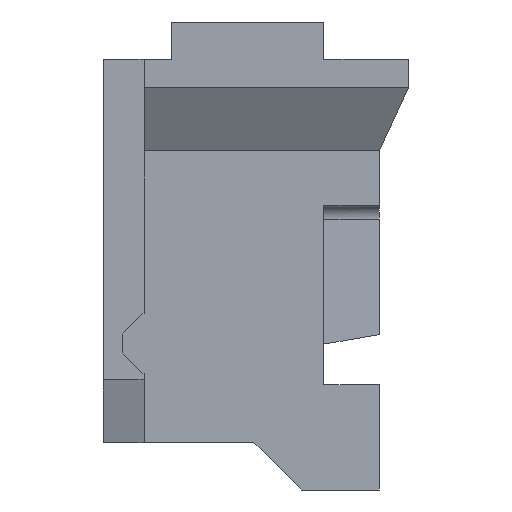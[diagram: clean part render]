
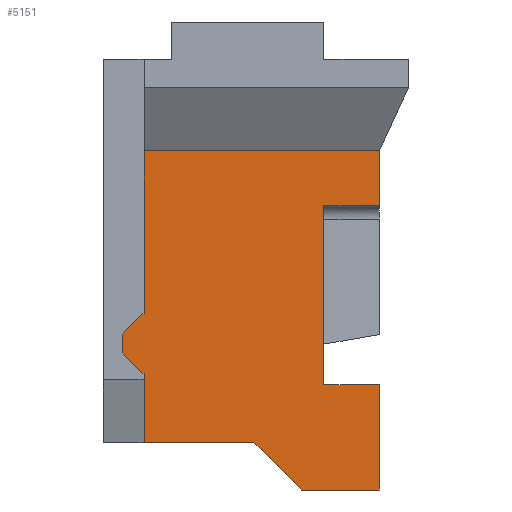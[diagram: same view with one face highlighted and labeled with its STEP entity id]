
A CAD part, left-side view. The second image highlights one B-rep face of the part: STEP entity #5151.
In plain terms, the highlighted planar face has unit normal (-1, 0, 0).
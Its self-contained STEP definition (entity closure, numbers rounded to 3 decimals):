
#180=ORIENTED_EDGE('',*,*,#1716,.F.);
#181=ORIENTED_EDGE('',*,*,#1717,.T.);
#182=ORIENTED_EDGE('',*,*,#1718,.T.);
#183=ORIENTED_EDGE('',*,*,#1709,.F.);
#184=ORIENTED_EDGE('',*,*,#1719,.F.);
#185=ORIENTED_EDGE('',*,*,#1720,.F.);
#186=ORIENTED_EDGE('',*,*,#1721,.T.);
#187=ORIENTED_EDGE('',*,*,#1635,.T.);
#188=ORIENTED_EDGE('',*,*,#1722,.F.);
#189=ORIENTED_EDGE('',*,*,#1723,.T.);
#190=ORIENTED_EDGE('',*,*,#1724,.T.);
#191=ORIENTED_EDGE('',*,*,#1662,.T.);
#192=ORIENTED_EDGE('',*,*,#1725,.F.);
#193=ORIENTED_EDGE('',*,*,#1713,.F.);
#194=ORIENTED_EDGE('',*,*,#1726,.F.);
#195=ORIENTED_EDGE('',*,*,#1727,.T.);
#1635=EDGE_CURVE('',#2399,#2405,#2897,.T.);
#1662=EDGE_CURVE('',#2433,#2432,#2924,.T.);
#1709=EDGE_CURVE('',#2475,#2476,#2961,.T.);
#1713=EDGE_CURVE('',#2479,#2480,#2965,.T.);
#1716=EDGE_CURVE('',#2482,#2483,#2968,.T.);
#1717=EDGE_CURVE('',#2482,#2484,#2969,.T.);
#1718=EDGE_CURVE('',#2484,#2476,#2970,.T.);
#1719=EDGE_CURVE('',#2485,#2475,#2971,.T.);
#1720=EDGE_CURVE('',#2486,#2485,#2972,.T.);
#1721=EDGE_CURVE('',#2486,#2399,#2973,.T.);
#1722=EDGE_CURVE('',#2487,#2405,#2974,.T.);
#1723=EDGE_CURVE('',#2487,#2488,#2975,.T.);
#1724=EDGE_CURVE('',#2488,#2433,#2976,.T.);
#1725=EDGE_CURVE('',#2480,#2432,#2977,.T.);
#1726=EDGE_CURVE('',#2489,#2479,#2978,.T.);
#1727=EDGE_CURVE('',#2489,#2483,#2979,.T.);
#2399=VERTEX_POINT('',#7106);
#2405=VERTEX_POINT('',#7118);
#2432=VERTEX_POINT('',#7176);
#2433=VERTEX_POINT('',#7178);
#2475=VERTEX_POINT('',#7268);
#2476=VERTEX_POINT('',#7270);
#2479=VERTEX_POINT('',#7276);
#2480=VERTEX_POINT('',#7278);
#2482=VERTEX_POINT('',#7284);
#2483=VERTEX_POINT('',#7285);
#2484=VERTEX_POINT('',#7287);
#2485=VERTEX_POINT('',#7290);
#2486=VERTEX_POINT('',#7292);
#2487=VERTEX_POINT('',#7295);
#2488=VERTEX_POINT('',#7297);
#2489=VERTEX_POINT('',#7301);
#2897=LINE('',#7119,#3637);
#2924=LINE('',#7177,#3664);
#2961=LINE('',#7269,#3701);
#2965=LINE('',#7277,#3705);
#2968=LINE('',#7283,#3708);
#2969=LINE('',#7286,#3709);
#2970=LINE('',#7288,#3710);
#2971=LINE('',#7289,#3711);
#2972=LINE('',#7291,#3712);
#2973=LINE('',#7293,#3713);
#2974=LINE('',#7294,#3714);
#2975=LINE('',#7296,#3715);
#2976=LINE('',#7298,#3716);
#2977=LINE('',#7299,#3717);
#2978=LINE('',#7300,#3718);
#2979=LINE('',#7302,#3719);
#3637=VECTOR('',#5758,1000.);
#3664=VECTOR('',#5793,1000.);
#3701=VECTOR('',#5854,1000.);
#3705=VECTOR('',#5858,1000.);
#3708=VECTOR('',#5863,1000.);
#3709=VECTOR('',#5864,1000.);
#3710=VECTOR('',#5865,1000.);
#3711=VECTOR('',#5866,1000.);
#3712=VECTOR('',#5867,1000.);
#3713=VECTOR('',#5868,1000.);
#3714=VECTOR('',#5869,1000.);
#3715=VECTOR('',#5870,1000.);
#3716=VECTOR('',#5871,1000.);
#3717=VECTOR('',#5872,1000.);
#3718=VECTOR('',#5873,1000.);
#3719=VECTOR('',#5874,1000.);
#4356=EDGE_LOOP('',(#180,#181,#182,#183,#184,#185,#186,#187,#188,#189,#190,
#191,#192,#193,#194,#195));
#4626=FACE_BOUND('',#4356,.T.);
#4896=PLANE('',#5441);
#5151=ADVANCED_FACE('',(#4626),#4896,.F.);
#5441=AXIS2_PLACEMENT_3D('',#7282,#5861,#5862);
#5758=DIRECTION('',(0.,0.,1.));
#5793=DIRECTION('',(0.,0.,1.));
#5854=DIRECTION('',(0.,0.,1.));
#5858=DIRECTION('',(0.,0.,1.));
#5861=DIRECTION('',(1.,0.,0.));
#5862=DIRECTION('',(0.,0.,-1.));
#5863=DIRECTION('',(0.,0.,1.));
#5864=DIRECTION('',(0.,-0.707,-0.707));
#5865=DIRECTION('',(0.,-1.,0.));
#5866=DIRECTION('',(0.,1.,0.));
#5867=DIRECTION('',(0.,0.707,0.707));
#5868=DIRECTION('',(0.,-1.,0.));
#5869=DIRECTION('',(0.,-1.,0.));
#5870=DIRECTION('',(0.,0.,1.));
#5871=DIRECTION('',(0.,-1.,0.));
#5872=DIRECTION('',(0.,-1.,0.));
#5873=DIRECTION('',(0.,-1.,0.));
#5874=DIRECTION('',(0.,0.707,-0.707));
#7106=CARTESIAN_POINT('',(-5.3,-1.52,-3.8));
#7118=CARTESIAN_POINT('',(-5.3,-1.52,-2.25));
#7119=CARTESIAN_POINT('',(-5.3,-1.52,-3.8));
#7176=CARTESIAN_POINT('',(-5.3,-1.52,1.2));
#7177=CARTESIAN_POINT('',(-5.3,-1.52,-3.8));
#7178=CARTESIAN_POINT('',(-5.3,-1.52,0.395));
#7268=CARTESIAN_POINT('',(-5.3,1.95,-3.1));
#7269=CARTESIAN_POINT('',(-5.3,1.95,-3.1));
#7270=CARTESIAN_POINT('',(-5.3,1.95,-2.08));
#7276=CARTESIAN_POINT('',(-5.3,1.95,-1.2));
#7277=CARTESIAN_POINT('',(-5.3,1.95,-3.1));
#7278=CARTESIAN_POINT('',(-5.3,1.95,1.2));
#7282=CARTESIAN_POINT('',(-5.3,12.612,-3.8));
#7283=CARTESIAN_POINT('',(-5.3,2.27,-2.08));
#7284=CARTESIAN_POINT('',(-5.3,2.27,-1.78));
#7285=CARTESIAN_POINT('',(-5.3,2.27,-1.5));
#7286=CARTESIAN_POINT('',(-5.3,2.27,-1.78));
#7287=CARTESIAN_POINT('',(-5.3,1.97,-2.08));
#7288=CARTESIAN_POINT('',(-5.3,2.27,-2.08));
#7289=CARTESIAN_POINT('',(-5.3,0.33,-3.1));
#7290=CARTESIAN_POINT('',(-5.3,0.33,-3.1));
#7291=CARTESIAN_POINT('',(-5.3,-0.37,-3.8));
#7292=CARTESIAN_POINT('',(-5.3,-0.37,-3.8));
#7293=CARTESIAN_POINT('',(-5.3,12.612,-3.8));
#7294=CARTESIAN_POINT('',(-5.3,-0.7,-2.25));
#7295=CARTESIAN_POINT('',(-5.3,-0.7,-2.25));
#7296=CARTESIAN_POINT('',(-5.3,-0.7,-2.25));
#7297=CARTESIAN_POINT('',(-5.3,-0.7,0.395));
#7298=CARTESIAN_POINT('',(-5.3,-0.7,0.395));
#7299=CARTESIAN_POINT('',(-5.3,12.612,1.2));
#7300=CARTESIAN_POINT('',(-5.3,2.27,-1.2));
#7301=CARTESIAN_POINT('',(-5.3,1.97,-1.2));
#7302=CARTESIAN_POINT('',(-5.3,2.27,-1.5));
